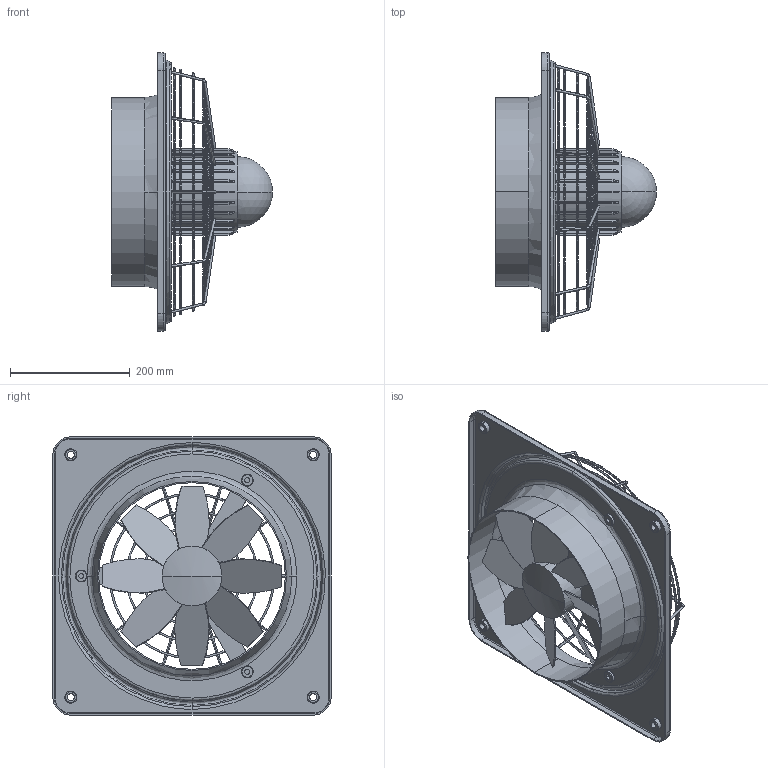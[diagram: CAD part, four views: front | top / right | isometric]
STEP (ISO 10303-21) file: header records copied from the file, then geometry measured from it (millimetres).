
FILE_DESCRIPTION (( 'STEP AP214' ), '1' );
FILE_NAME ('0083-0121.STEP', '2015-01-29T14:20:28', ( '' ), ( '' ), 'SwSTEP 2.0', 'SolidWorks 2013', '' );
FILE_SCHEMA (( 'AUTOMOTIVE_DESIGN' ));
Length unit declared in the file: millimetre
Products named in the file (1): 0083-0121
Bounding box: 269 x 465 x 465 mm (x, y, z)
Volume: 3267949.1 mm3; surface area: 874118.6 mm2
Topology: 1 solids, 1 shells, 510 faces, 1527 edges, 958 vertices
Faces by surface type: plane 166, cylinder 144, bspline 110, torus 48, cone 36, sphere 6
Entity records: 32073 total; most frequent: CARTESIAN_POINT 13810, ORIENTED_EDGE 3046, DIRECTION 2313, EDGE_CURVE 1523, VERTEX_POINT 958, AXIS2_PLACEMENT_3D 909, EDGE_LOOP 627, ADVANCED_FACE 510
